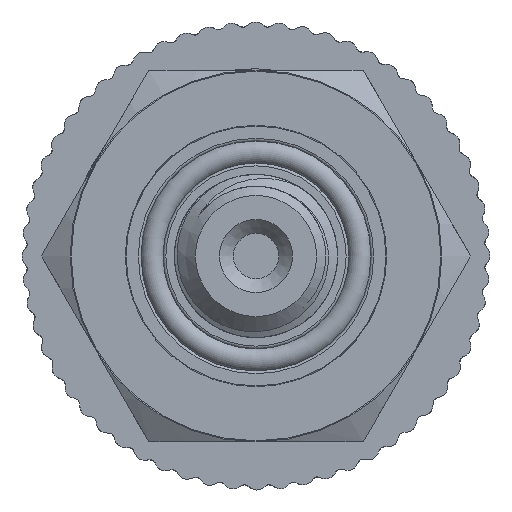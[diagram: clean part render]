
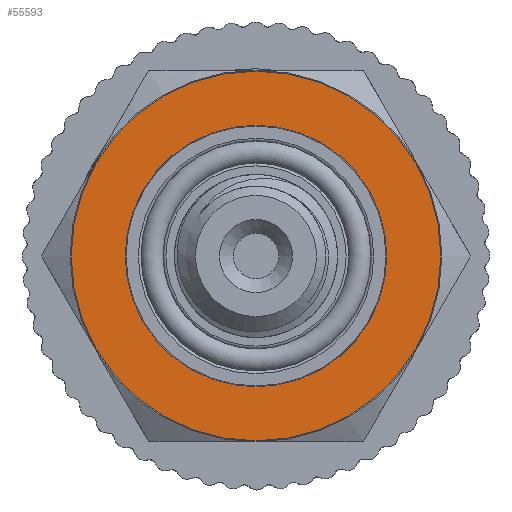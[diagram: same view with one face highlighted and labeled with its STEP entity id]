
A CAD part, left-side view. The second image highlights one B-rep face of the part: STEP entity #55593.
In plain terms, the highlighted planar face has unit normal (-1, 0, 0).
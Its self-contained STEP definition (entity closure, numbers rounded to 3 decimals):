
#5371=PLANE('',#58989);
#7520=FACE_BOUND('',#11764,.T.);
#8230=FACE_OUTER_BOUND('',#11763,.T.);
#11763=EDGE_LOOP('',(#38524));
#11764=EDGE_LOOP('',(#38525));
#15421=CIRCLE('',#58990,13.425);
#15422=CIRCLE('',#58991,9.5);
#22754=VERTEX_POINT('',#93807);
#22755=VERTEX_POINT('',#93809);
#28845=EDGE_CURVE('',#22754,#22754,#15421,.T.);
#28846=EDGE_CURVE('',#22755,#22755,#15422,.T.);
#38524=ORIENTED_EDGE('',*,*,#28845,.F.);
#38525=ORIENTED_EDGE('',*,*,#28846,.T.);
#55593=ADVANCED_FACE('',(#8230,#7520),#5371,.F.);
#58989=AXIS2_PLACEMENT_3D('',#93806,#67131,#67132);
#58990=AXIS2_PLACEMENT_3D('',#93808,#67133,#67134);
#58991=AXIS2_PLACEMENT_3D('',#93810,#67135,#67136);
#67131=DIRECTION('center_axis',(1.,0.,0.));
#67132=DIRECTION('ref_axis',(0.,0.,-1.));
#67133=DIRECTION('center_axis',(1.,0.,0.));
#67134=DIRECTION('ref_axis',(0.,1.,0.));
#67135=DIRECTION('center_axis',(1.,0.,0.));
#67136=DIRECTION('ref_axis',(0.,0.,-1.));
#93806=CARTESIAN_POINT('Origin',(-48.,9.5,0.));
#93807=CARTESIAN_POINT('',(-48.,-13.425,0.));
#93808=CARTESIAN_POINT('Origin',(-48.,0.,0.));
#93809=CARTESIAN_POINT('',(-48.,-9.5,0.));
#93810=CARTESIAN_POINT('Origin',(-48.,0.,0.));
